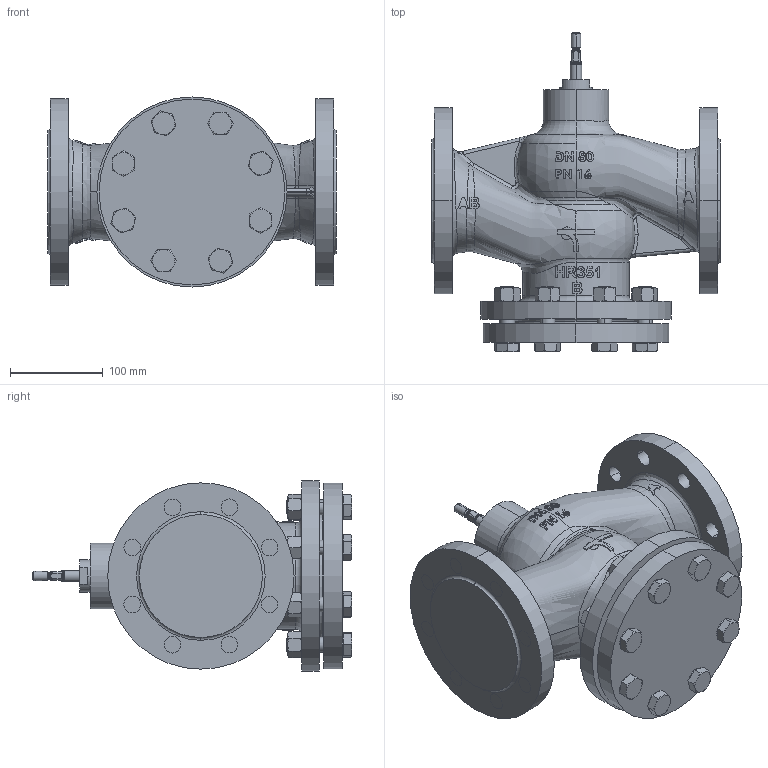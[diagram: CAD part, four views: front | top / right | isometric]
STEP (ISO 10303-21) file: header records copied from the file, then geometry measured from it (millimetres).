
FILE_DESCRIPTION (( 'STEP AP203' ), '1' );
FILE_NAME ('216_DN80_STEP.STEP', '2012-07-16T06:45:38', ( 'test' ), ( '' ), 'SwSTEP 2.0', 'SolidWorks 2011', '' );
FILE_SCHEMA (( 'CONFIG_CONTROL_DESIGN' ));
Products named in the file (6): 216_DN80_STEP; hex screw gradeab_din_ISO 4017 - M16 x 60-N; hex nut style 1 gradeab_din_Hexagon Nut ISO 4032 - M16 - D - N; BF_DN80_PN16; FD_DN80_PN16; 316_DN80_DEF
Assembly tree (19 placements, depth 2):
  216_DN80_STEP
    hex nut style 1 gradeab_din_Hexagon Nut ISO 4032 - M16 - D - N  x8
    hex screw gradeab_din_ISO 4017 - M16 x 60-N  x8
    FD_DN80_PN16
    BF_DN80_PN16
    316_DN80_DEF
Bounding box: 310.93 x 343.93 x 204.61 mm (x, y, z)
Volume: 6182436.8 mm3; surface area: 531323.5 mm2
Topology: 19 solids, 19 shells, 1232 faces, 3022 edges, 1896 vertices
Faces by surface type: plane 477, bspline 255, cone 207, cylinder 202, torus 64, sphere 27
Entity records: 169816 total; most frequent: CARTESIAN_POINT 150482, ORIENTED_EDGE 4352, DIRECTION 3001, EDGE_CURVE 2176, VERTEX_POINT 1420, AXIS2_PLACEMENT_3D 1228, B_SPLINE_CURVE_WITH_KNOTS 983, EDGE_LOOP 920
